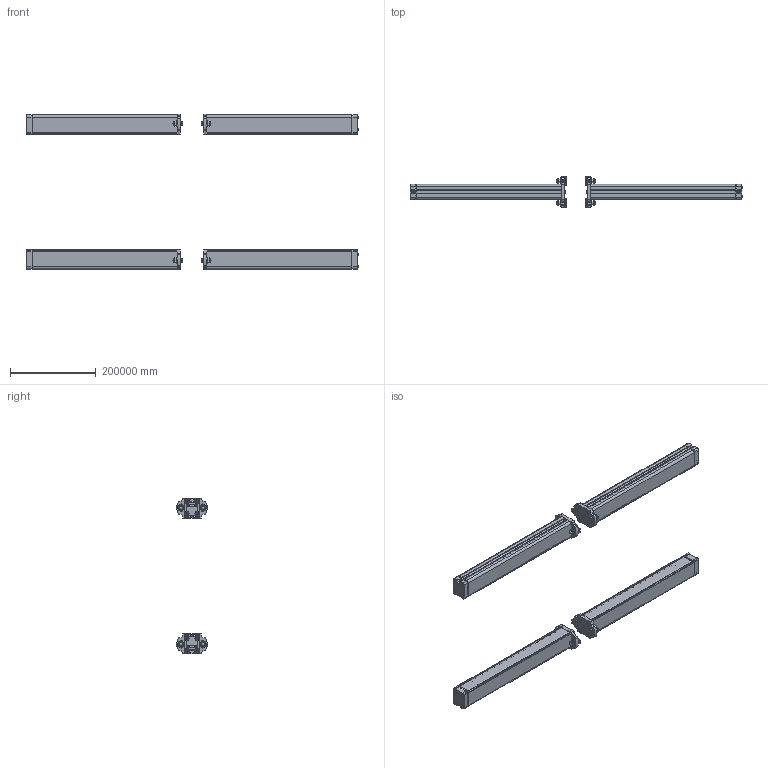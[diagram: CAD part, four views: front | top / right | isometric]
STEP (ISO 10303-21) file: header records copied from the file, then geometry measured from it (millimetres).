
FILE_DESCRIPTION(/* description */ (''),/* implementation_level */ '2;1');
FILE_NAME(/* name */ 'MAT4P_TRX.stp',/* time_stamp */ '2019-01-15T13:46:01+01:00',/* author */ ('frigo'),/* organization */ ('REER'),/* preprocessor_version */ 'ST-DEVELOPER v17',/* originating_system */ 'AutoCAD Mechanical',/* authorisation */ '');
FILE_SCHEMA (('AUTOMOTIVE_DESIGN { 1 0 10303 214 3 1 1 }'));
Products named in the file (3): Product; AVE_RENDER; AVE_GLOBAL
Assembly tree (9 placements, depth 2):
  Product
    AVE_RENDER  x8
    AVE_GLOBAL
Bounding box: 776115.01 x 72000 x 364153.18 mm (x, y, z)
Volume: 2114341335599703.2 mm3; surface area: 472495375869.7 mm2
Topology: 78 solids, 78 shells, 3088 faces, 7860 edges, 4864 vertices
Faces by surface type: plane 1288, cylinder 1272, torus 200, sphere 184, bspline 120, cone 24
Full cylindrical faces by diameter (mm): 3000 x40, 3600 x16, 3800 x16, 5000 x8, 5300 x8, 5500 x8, 6000 x28, 6500 x16, 7000 x4, 10000 x8, 15000 x8
Entity records: 98611 total; most frequent: CARTESIAN_POINT 22756, DIRECTION 16696, ORIENTED_EDGE 15392, EDGE_CURVE 7696, AXIS2_PLACEMENT_3D 6224, VERTEX_POINT 4864, LINE 4248, VECTOR 4248
